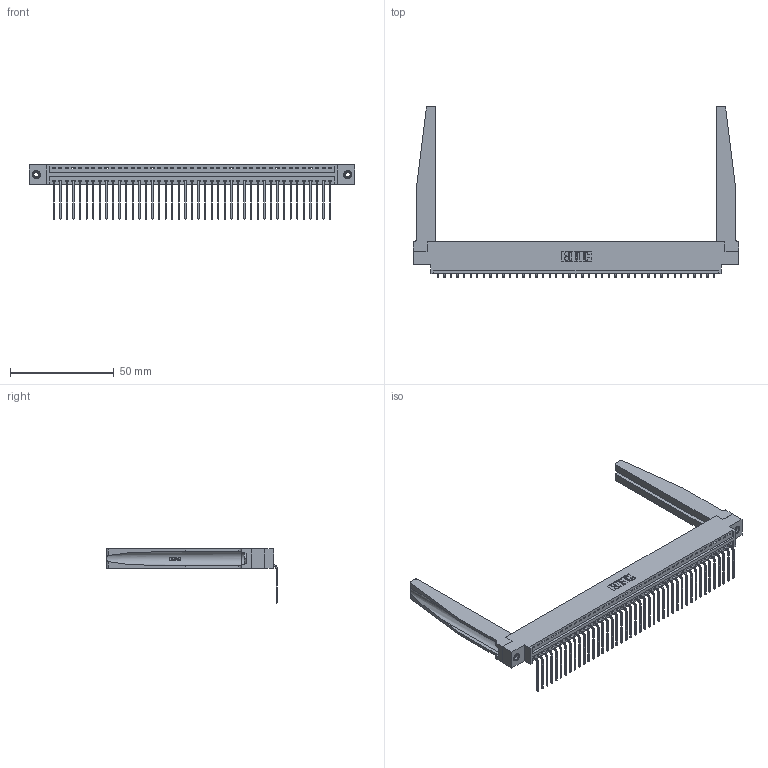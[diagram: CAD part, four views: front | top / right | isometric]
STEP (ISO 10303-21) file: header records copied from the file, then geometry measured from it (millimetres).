
FILE_DESCRIPTION (( 'STEP AP203' ), '1' );
FILE_NAME ('396-043-559-678.STEP', '2019-10-31T23:06:16', ( '' ), ( '' ), 'SwSTEP 2.0', 'SolidWorks 2016', '' );
FILE_SCHEMA (( 'CONFIG_CONTROL_DESIGN' ));
Length unit declared in the file: inch
Products named in the file (5): 346 Part_0.170 Offset - 0.156 Dia-TH; 345-292-001_558 559 Tail - 1; 346-220-078_345-220-078; 345-250-001_345-250-001-102; 396-043-559-678
Assembly tree (48 placements, depth 2):
  396-043-559-678
    346 Part_0.170 Offset - 0.156 Dia-TH
    345-292-001_558 559 Tail - 1  x43
    346-220-078_345-220-078  x2
    345-250-001_345-250-001-102  x2
Bounding box: 157.1 x 82.36 x 26.16 mm (x, y, z)
Volume: 21942.3 mm3; surface area: 26355.7 mm2
Topology: 48 solids, 48 shells, 2940 faces, 8775 edges, 5782 vertices
Faces by surface type: plane 2028, cylinder 860, bspline 36, cone 12, torus 4
Entity records: 31516 total; most frequent: CARTESIAN_POINT 6316, ORIENTED_EDGE 5182, DIRECTION 4555, EDGE_CURVE 2591, VECTOR 2193, LINE 2193, VERTEX_POINT 1720, AXIS2_PLACEMENT_3D 1181
